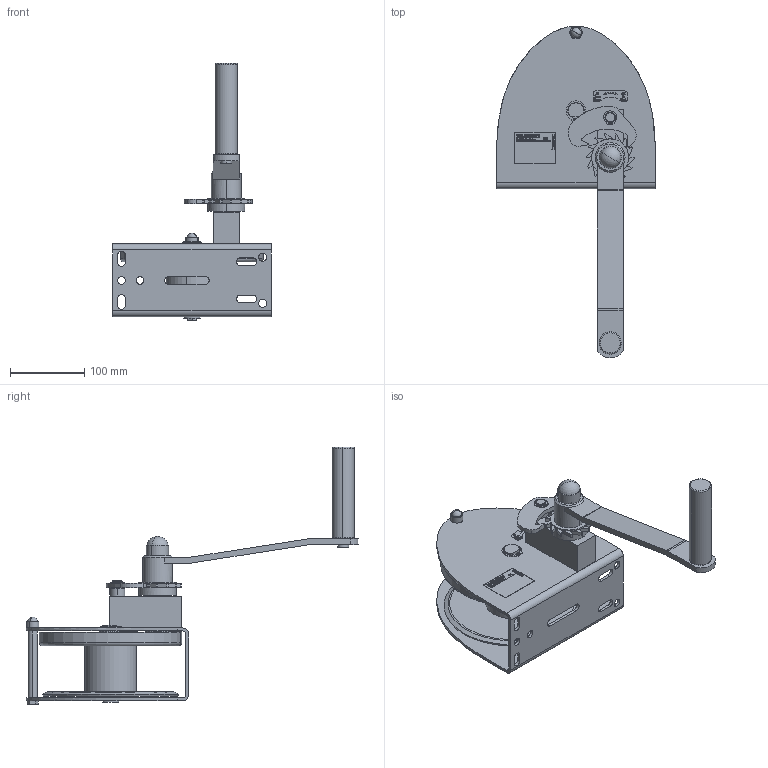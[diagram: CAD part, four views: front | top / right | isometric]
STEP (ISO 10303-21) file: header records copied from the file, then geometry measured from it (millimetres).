
FILE_DESCRIPTION(('Creo Elements/Direct Modeling STEP Export'),'2;1');
FILE_NAME('232009.stp','2017-03-20T 9:26:51',(''),(''),'Creo Elements/Direct Modeling STEP processor for AP214 (Solid Model)','Creo Elements/Direct Modeling 18.1A 09-Jun-2012 (C) Parametric Technology GmbH','');
FILE_SCHEMA(('AUTOMOTIVE_DESIGN { 1 0 10303 214 1 1 1 1 }'));
Length unit declared in the file: millimetre
Products named in the file (3): Konsolenseilwinde_KWE650_mont; Kurbel; Konsolenseilwinde_KWE650_232009A
Assembly tree (2 placements, depth 2):
  Konsolenseilwinde_KWE650_232009A
    Kurbel
    Konsolenseilwinde_KWE650_mont
Bounding box: 214 x 446.93 x 346.6 mm (x, y, z)
Volume: 1667095.3 mm3; surface area: 402236 mm2
Topology: 2 solids, 2 shells, 587 faces, 4353 edges, 3936 vertices
Faces by surface type: plane 347, cylinder 171, cone 51, torus 12, sphere 4, extrusion 2
Entity records: 43662 total; most frequent: CARTESIAN_POINT 9190, ORIENTED_EDGE 8694, DIRECTION 5152, EDGE_CURVE 4347, VERTEX_POINT 3936, VECTOR 3748, LINE 3746, EDGE_LOOP 793
